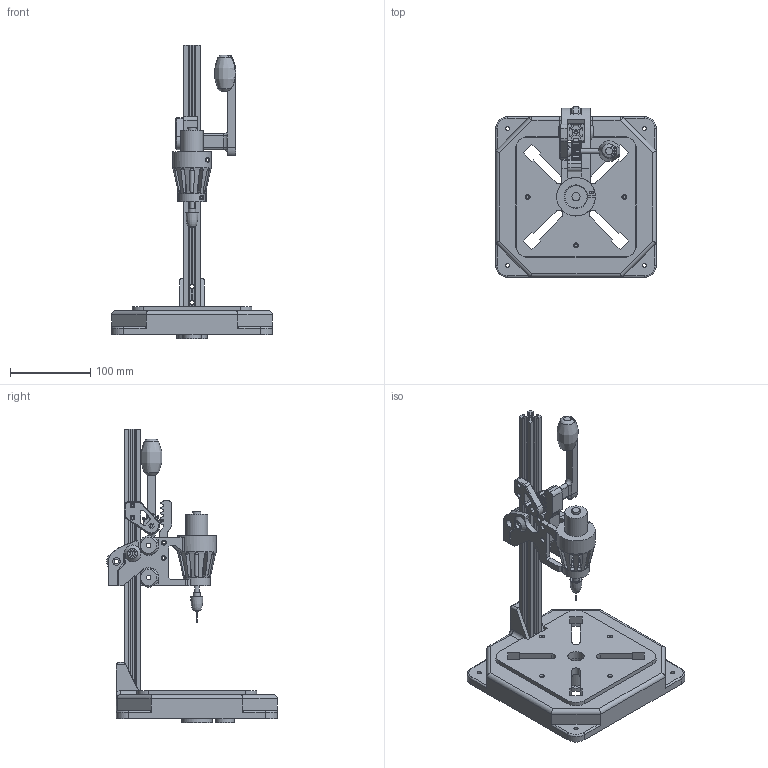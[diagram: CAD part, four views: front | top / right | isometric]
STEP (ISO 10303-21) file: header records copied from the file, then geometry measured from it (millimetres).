
FILE_DESCRIPTION(/* description */ ('','CAx-IF Rec.Pracs.---Representation and Presentation of Product Manufacturing Information (PMI)---4.0---2014-10-13'),/* implementation_level */ '2;1');
FILE_NAME(/* name */ 'DrillPress.step',/* time_stamp */ '2025-03-03T11:19:41-08:00',/* author */ (''),/* organization */ (''),/* preprocessor_version */ 'ST-DEVELOPER v20',/* originating_system */ 'Autodesk Translation Framework v13.20.0.188',/* authorisation */ '');
FILE_SCHEMA (('AP242_MANAGED_MODEL_BASED_3D_ENGINEERING_MIM_LF { 1 0 10303 442 1 1 4 }'));
Products named in the file (13): DrillPress; Slider; 2020Extrusion; 2020; Motor; base v3 v2; GearRack; V_Wheel; Spur Gear (13 teeth); GearMount; Gear; Handle; Component16
Assembly tree (12 placements, depth 3):
  DrillPress
    Slider
    2020Extrusion
      2020
    Motor
    base v3 v2
    GearRack
    V_Wheel
    Spur Gear (13 teeth)
    GearMount
    Gear
    Handle
    Component16
Bounding box: 200 x 212.1 x 365 mm (x, y, z)
Volume: 820210.1 mm3; surface area: 300815.7 mm2
Topology: 14 solids, 14 shells, 1049 faces, 2754 edges, 1749 vertices
Faces by surface type: plane 626, cylinder 236, cone 90, bspline 87, torus 8, sphere 2
Full cylindrical faces by diameter (mm): 1 x1, 3.5 x3, 3.6 x23, 4.2 x3, 4.6 x2, 5 x4, 5.5 x1, 5.6 x13, 5.8 x3, 5.9 x5, 6.1 x2, 9 x1, 9.6 x4, 10 x2, 12.9 x1, 20 x2, 23.64 x1, 24 x3, 27.5 x1, 38.04 x1
Entity records: 50679 total; most frequent: CARTESIAN_POINT 24784, ORIENTED_EDGE 5496, DIRECTION 4942, EDGE_CURVE 2748, LINE 1798, VECTOR 1798, VERTEX_POINT 1749, AXIS2_PLACEMENT_3D 1572
